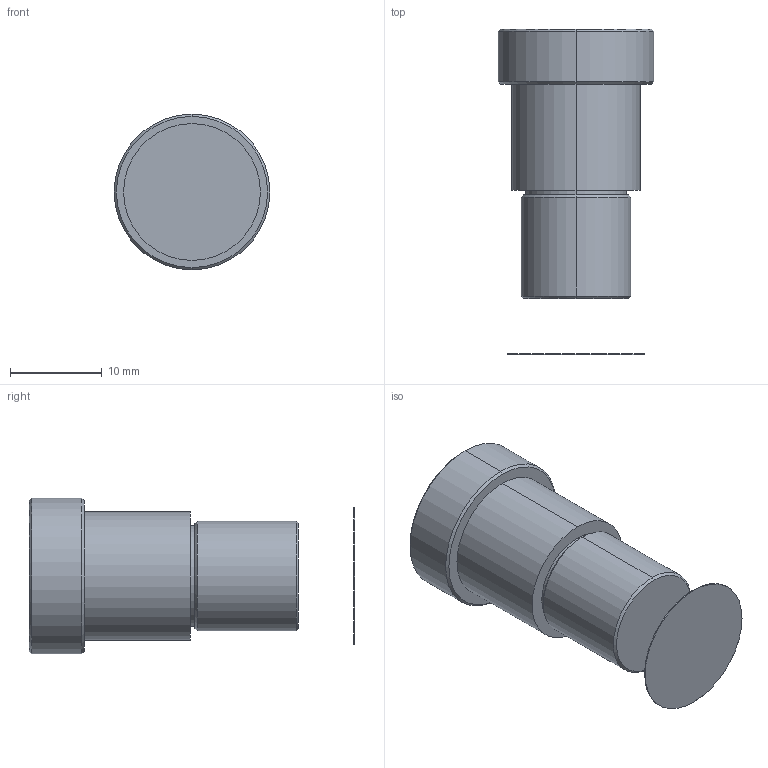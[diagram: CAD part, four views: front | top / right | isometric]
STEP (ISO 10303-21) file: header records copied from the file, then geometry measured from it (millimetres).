
FILE_DESCRIPTION (( 'STEP AP214' ), '1' );
FILE_NAME ('L018-5-M12.STEP', '', ( '' ), ( '' ), '', '', '' );
FILE_SCHEMA (( 'AUTOMOTIVE_DESIGN' ));
Length unit declared in the file: millimetre
Products named in the file (1): L018-5-M12
Bounding box: 17 x 35.55 x 17 mm (x, y, z)
Volume: 4385.5 mm3; surface area: 2115 mm2
Topology: 2 solids, 2 shells, 28 faces, 55 edges, 34 vertices
Faces by surface type: cone 10, cylinder 10, plane 7, sphere 1
Entity records: 779 total; most frequent: DIRECTION 142, CARTESIAN_POINT 113, ORIENTED_EDGE 104, AXIS2_PLACEMENT_3D 61, EDGE_CURVE 52, EDGE_LOOP 32, VERTEX_POINT 32, CIRCLE 32
